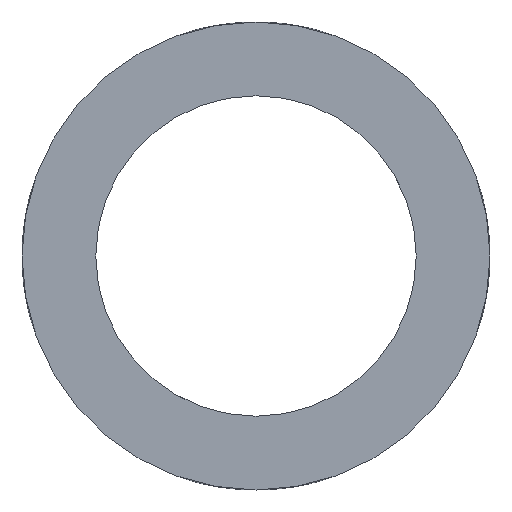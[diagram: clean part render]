
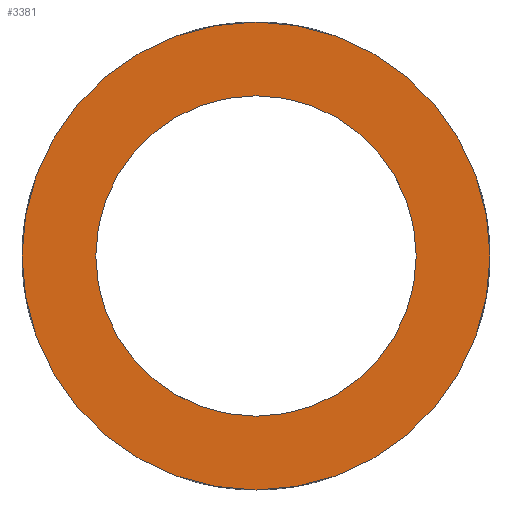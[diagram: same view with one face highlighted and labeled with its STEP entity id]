
A CAD part, front view. The second image highlights one B-rep face of the part: STEP entity #3381.
In plain terms, the highlighted planar face has unit normal (0, -1, 0).
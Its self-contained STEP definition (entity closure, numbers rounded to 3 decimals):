
#26 = DIRECTION ( 'NONE',  ( 0., 1., 0. ) ) ;
#50 = CARTESIAN_POINT ( 'NONE',  ( 0., 0., 0. ) ) ;
#437 = CARTESIAN_POINT ( 'NONE',  ( 0., 0., 0. ) ) ;
#668 = EDGE_CURVE ( 'NONE', #3466, #1311, #1795, .T. ) ;
#753 = CARTESIAN_POINT ( 'NONE',  ( 0., 0., 0. ) ) ;
#799 = CARTESIAN_POINT ( 'NONE',  ( 0., 0., 0. ) ) ;
#803 = EDGE_LOOP ( 'NONE', ( #3750, #873 ) ) ;
#822 = ORIENTED_EDGE ( 'NONE', *, *, #2997, .T. ) ;
#873 = ORIENTED_EDGE ( 'NONE', *, *, #3932, .F. ) ;
#1004 = VERTEX_POINT ( 'NONE', #4281 ) ;
#1047 = ORIENTED_EDGE ( 'NONE', *, *, #3654, .T. ) ;
#1091 = AXIS2_PLACEMENT_3D ( 'NONE', #799, #1525, #1816 ) ;
#1142 = CARTESIAN_POINT ( 'NONE',  ( 0., 0., 1.575 ) ) ;
#1311 = VERTEX_POINT ( 'NONE', #3072 ) ;
#1353 = VERTEX_POINT ( 'NONE', #1142 ) ;
#1373 = DIRECTION ( 'NONE',  ( 0., 1., 0. ) ) ;
#1436 = DIRECTION ( 'NONE',  ( 0., 1., 0. ) ) ;
#1525 = DIRECTION ( 'NONE',  ( 0., 1., 0. ) ) ;
#1586 = AXIS2_PLACEMENT_3D ( 'NONE', #753, #26, #3438 ) ;
#1687 = PLANE ( 'NONE',  #2917 ) ;
#1795 = CIRCLE ( 'NONE', #1586, 2.3 ) ;
#1816 = DIRECTION ( 'NONE',  ( 0., 0., 1. ) ) ;
#1875 = DIRECTION ( 'NONE',  ( 0., 0., 1. ) ) ;
#2437 = CARTESIAN_POINT ( 'NONE',  ( 0., 0., -2.3 ) ) ;
#2441 = DIRECTION ( 'NONE',  ( 0., 1., 0. ) ) ;
#2838 = DIRECTION ( 'NONE',  ( 0., 0., 1. ) ) ;
#2917 = AXIS2_PLACEMENT_3D ( 'NONE', #50, #1373, #4333 ) ;
#2956 = EDGE_LOOP ( 'NONE', ( #1047, #822 ) ) ;
#2988 = CIRCLE ( 'NONE', #3279, 1.575 ) ;
#2997 = EDGE_CURVE ( 'NONE', #1004, #1353, #3412, .T. ) ;
#3072 = CARTESIAN_POINT ( 'NONE',  ( 0., 0., 2.3 ) ) ;
#3123 = AXIS2_PLACEMENT_3D ( 'NONE', #437, #2441, #1875 ) ;
#3279 = AXIS2_PLACEMENT_3D ( 'NONE', #3815, #1436, #2838 ) ;
#3362 = FACE_OUTER_BOUND ( 'NONE', #803, .T. ) ;
#3381 = ADVANCED_FACE ( 'NONE', ( #3403, #3362 ), #1687, .F. ) ;
#3403 = FACE_BOUND ( 'NONE', #2956, .T. ) ;
#3412 = CIRCLE ( 'NONE', #3123, 1.575 ) ;
#3415 = CIRCLE ( 'NONE', #1091, 2.3 ) ;
#3438 = DIRECTION ( 'NONE',  ( 0., 0., 1. ) ) ;
#3466 = VERTEX_POINT ( 'NONE', #2437 ) ;
#3654 = EDGE_CURVE ( 'NONE', #1353, #1004, #2988, .T. ) ;
#3750 = ORIENTED_EDGE ( 'NONE', *, *, #668, .F. ) ;
#3815 = CARTESIAN_POINT ( 'NONE',  ( 0., 0., 0. ) ) ;
#3932 = EDGE_CURVE ( 'NONE', #1311, #3466, #3415, .T. ) ;
#4281 = CARTESIAN_POINT ( 'NONE',  ( 0., 0., -1.575 ) ) ;
#4333 = DIRECTION ( 'NONE',  ( 0., 0., 1. ) ) ;
